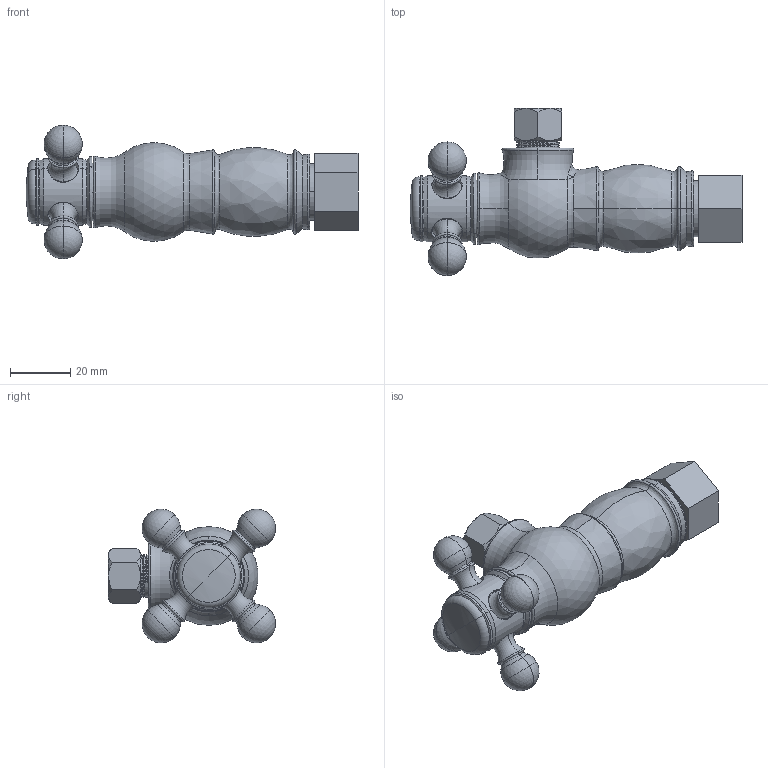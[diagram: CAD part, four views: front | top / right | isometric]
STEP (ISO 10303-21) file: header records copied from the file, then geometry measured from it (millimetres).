
FILE_DESCRIPTION((''),'2;1');
FILE_NAME('403X-2','2021-06-14T18:15:33',('NSantos'),(''),'CREO PARAMETRIC BY PTC INC, 2018500','CREO PARAMETRIC BY PTC INC, 2018500','');
FILE_SCHEMA(('CONFIG_CONTROL_DESIGN'));
Length unit declared in the file: inch
Products named in the file (1): 403X-2
Bounding box: 110.05 x 55.38 x 44.26 mm (x, y, z)
Volume: 31994.4 mm3; surface area: 44437.7 mm2
Topology: 2 solids, 13 shells, 826 faces, 2123 edges, 1321 vertices
Faces by surface type: cylinder 309, plane 142, bspline 127, cone 112, torus 101, sphere 31, revolution 4
Entity records: 46239 total; most frequent: CARTESIAN_POINT 27980, ORIENTED_EDGE 4010, DIRECTION 3299, EDGE_CURVE 2103, AXIS2_PLACEMENT_3D 1364, VERTEX_POINT 1321, EDGE_LOOP 890, B_SPLINE_CURVE_WITH_KNOTS 872
